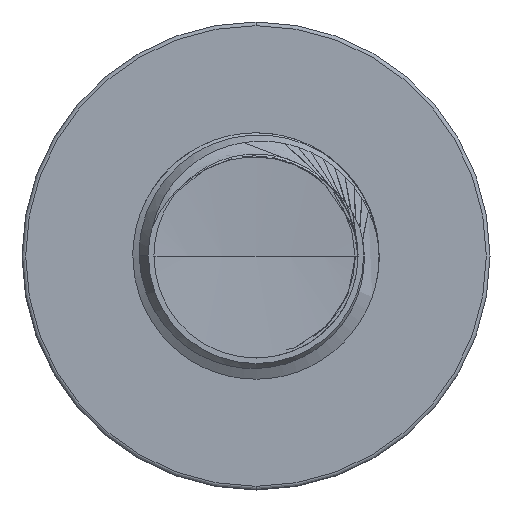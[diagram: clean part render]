
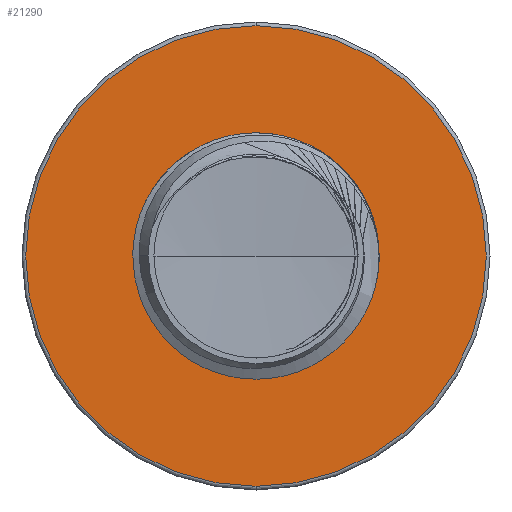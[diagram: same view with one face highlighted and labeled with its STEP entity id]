
A CAD part, front view. The second image highlights one B-rep face of the part: STEP entity #21290.
In plain terms, the highlighted planar face has unit normal (0, -1, 0).
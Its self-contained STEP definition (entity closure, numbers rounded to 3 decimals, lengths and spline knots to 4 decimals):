
#760 = EDGE_CURVE ( 'NONE', #21347, #17909, #28950, .T. ) ;
#1101 = CARTESIAN_POINT ( 'NONE',  ( 0., 37.5, -4.675 ) ) ;
#1213 = DIRECTION ( 'NONE',  ( 0., -1., 0. ) ) ;
#3330 = ORIENTED_EDGE ( 'NONE', *, *, #5773, .T. ) ;
#5188 = ORIENTED_EDGE ( 'NONE', *, *, #38367, .T. ) ;
#5691 = EDGE_CURVE ( 'NONE', #17909, #21347, #50125, .T. ) ;
#5773 = EDGE_CURVE ( 'NONE', #14467, #13026, #42143, .T. ) ;
#6582 = AXIS2_PLACEMENT_3D ( 'NONE', #35829, #35711, #35698 ) ;
#7387 = CARTESIAN_POINT ( 'NONE',  ( 0., 37.5, 4.675 ) ) ;
#9396 = CARTESIAN_POINT ( 'NONE',  ( 0., 37.5, 2.4379 ) ) ;
#11462 = EDGE_LOOP ( 'NONE', ( #5188, #3330 ) ) ;
#11870 = AXIS2_PLACEMENT_3D ( 'NONE', #48910, #1213, #30235 ) ;
#12898 = EDGE_LOOP ( 'NONE', ( #38892, #37931 ) ) ;
#13026 = VERTEX_POINT ( 'NONE', #1101 ) ;
#14467 = VERTEX_POINT ( 'NONE', #7387 ) ;
#15804 = FACE_BOUND ( 'NONE', #12898, .T. ) ;
#16204 = CIRCLE ( 'NONE', #30553, 4.675 ) ;
#16208 = DIRECTION ( 'NONE',  ( 0., 0., -1. ) ) ;
#16268 = DIRECTION ( 'NONE',  ( 0., -1., 0. ) ) ;
#16318 = CARTESIAN_POINT ( 'NONE',  ( 0., 37.5, 0. ) ) ;
#17909 = VERTEX_POINT ( 'NONE', #30155 ) ;
#19208 = CARTESIAN_POINT ( 'NONE',  ( 0., 37.5, 0. ) ) ;
#21290 = ADVANCED_FACE ( 'NONE', ( #44477, #15804 ), #25986, .T. ) ;
#21347 = VERTEX_POINT ( 'NONE', #9396 ) ;
#23403 = DIRECTION ( 'NONE',  ( 0., 0., -1. ) ) ;
#25986 = PLANE ( 'NONE',  #11870 ) ;
#28950 = CIRCLE ( 'NONE', #37677, 2.4379 ) ;
#30155 = CARTESIAN_POINT ( 'NONE',  ( 0., 37.5, -2.4379 ) ) ;
#30235 = DIRECTION ( 'NONE',  ( 0., 0., -1. ) ) ;
#30553 = AXIS2_PLACEMENT_3D ( 'NONE', #19208, #47183, #23403 ) ;
#35698 = DIRECTION ( 'NONE',  ( 0., 0., -1. ) ) ;
#35711 = DIRECTION ( 'NONE',  ( 0., -1., 0. ) ) ;
#35829 = CARTESIAN_POINT ( 'NONE',  ( 0., 37.5, 0. ) ) ;
#37421 = DIRECTION ( 'NONE',  ( 0., 0., -1. ) ) ;
#37460 = DIRECTION ( 'NONE',  ( 0., -1., 0. ) ) ;
#37471 = CARTESIAN_POINT ( 'NONE',  ( 0., 37.5, 0. ) ) ;
#37677 = AXIS2_PLACEMENT_3D ( 'NONE', #16318, #16268, #16208 ) ;
#37931 = ORIENTED_EDGE ( 'NONE', *, *, #760, .F. ) ;
#38367 = EDGE_CURVE ( 'NONE', #13026, #14467, #16204, .T. ) ;
#38892 = ORIENTED_EDGE ( 'NONE', *, *, #5691, .F. ) ;
#42143 = CIRCLE ( 'NONE', #6582, 4.675 ) ;
#44477 = FACE_OUTER_BOUND ( 'NONE', #11462, .T. ) ;
#45948 = AXIS2_PLACEMENT_3D ( 'NONE', #37471, #37460, #37421 ) ;
#47183 = DIRECTION ( 'NONE',  ( 0., -1., 0. ) ) ;
#48910 = CARTESIAN_POINT ( 'NONE',  ( 0., 37.5, 2.4379 ) ) ;
#50125 = CIRCLE ( 'NONE', #45948, 2.4379 ) ;
